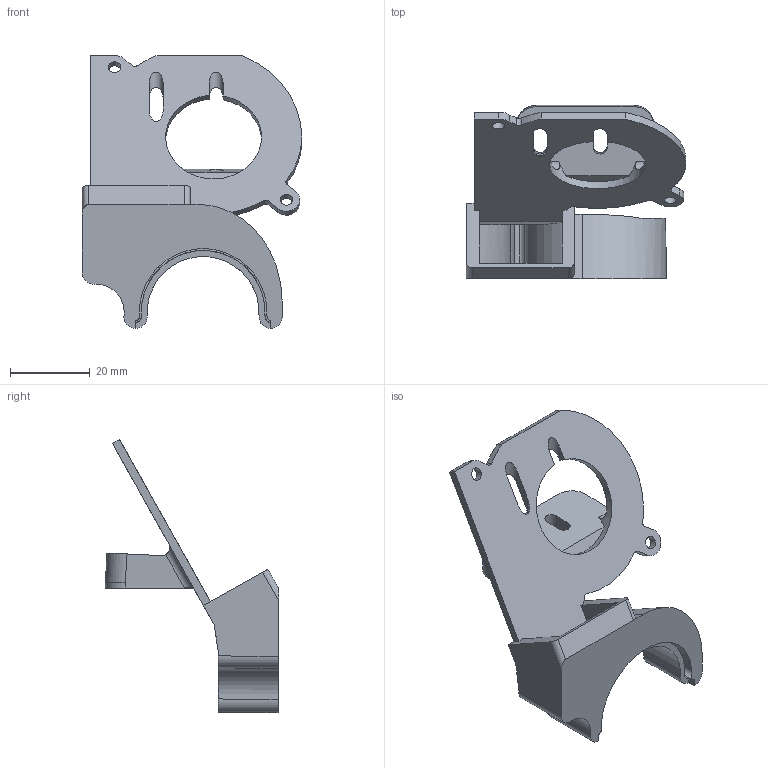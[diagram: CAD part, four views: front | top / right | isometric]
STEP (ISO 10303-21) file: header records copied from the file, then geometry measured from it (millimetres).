
FILE_DESCRIPTION(/* description */ (''),/* implementation_level */ '2;1');
FILE_NAME(/* name */ 'ventilador capa.step',/* time_stamp */ '2020-05-02T17:48:10+02:00',/* author */ (''),/* organization */ (''),/* preprocessor_version */ 'ST-DEVELOPER v18.1',/* originating_system */ 'Autodesk Translation Framework v9.2.0.1227',/* authorisation */ '');
FILE_SCHEMA (('AUTOMOTIVE_DESIGN { 1 0 10303 214 3 1 1 }'));
Length unit declared in the file: millimetre
Products named in the file (1): layer fan
Bounding box: 54.92 x 43.34 x 68.32 mm (x, y, z)
Volume: 12563.3 mm3; surface area: 14577.5 mm2
Topology: 1 solids, 2 shells, 133 faces, 394 edges, 260 vertices
Faces by surface type: plane 70, cylinder 54, bspline 8, torus 1
Full cylindrical faces by diameter (mm): 3.1 x2
Entity records: 4707 total; most frequent: CARTESIAN_POINT 972, ORIENTED_EDGE 796, DIRECTION 775, EDGE_CURVE 398, VERTEX_POINT 264, AXIS2_PLACEMENT_3D 264, LINE 247, VECTOR 247
